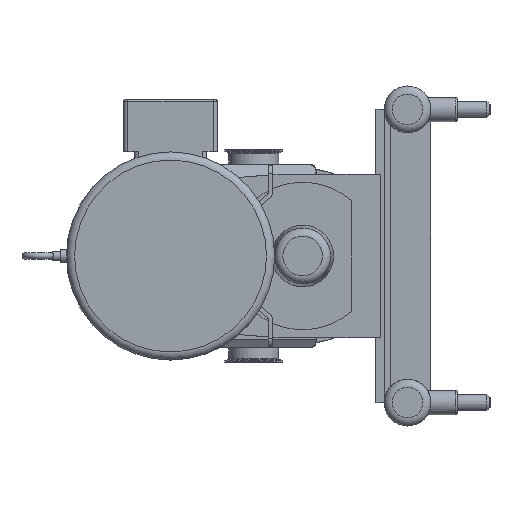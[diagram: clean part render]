
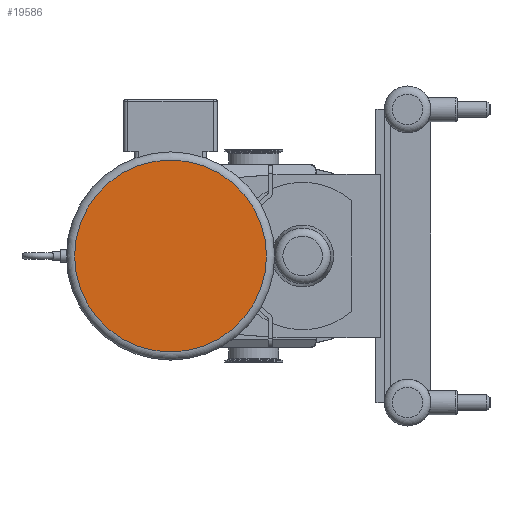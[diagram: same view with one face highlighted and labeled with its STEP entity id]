
A CAD part, left-side view. The second image highlights one B-rep face of the part: STEP entity #19586.
In plain terms, the highlighted planar face has unit normal (-1, 0, 0).
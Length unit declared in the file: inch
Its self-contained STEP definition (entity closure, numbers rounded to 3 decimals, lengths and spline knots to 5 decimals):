
#1359=PLANE('',#21614);
#2840=FACE_OUTER_BOUND('',#4039,.T.);
#4039=EDGE_LOOP('',(#18035,#18036));
#7892=CIRCLE('',#21615,5.89);
#7893=CIRCLE('',#21616,5.89);
#9725=VERTEX_POINT('',#38454);
#9726=VERTEX_POINT('',#38455);
#12537=EDGE_CURVE('',#9725,#9726,#7892,.T.);
#12538=EDGE_CURVE('',#9726,#9725,#7893,.T.);
#18035=ORIENTED_EDGE('',*,*,#12537,.F.);
#18036=ORIENTED_EDGE('',*,*,#12538,.F.);
#19586=ADVANCED_FACE('',(#2840),#1359,.T.);
#21614=AXIS2_PLACEMENT_3D('',#38453,#27013,#27014);
#21615=AXIS2_PLACEMENT_3D('',#38456,#27015,#27016);
#21616=AXIS2_PLACEMENT_3D('',#38457,#27017,#27018);
#27013=DIRECTION('center_axis',(-1.,0.,0.));
#27014=DIRECTION('ref_axis',(0.,1.,0.));
#27015=DIRECTION('center_axis',(1.,0.,0.));
#27016=DIRECTION('ref_axis',(0.,0.,
1.));
#27017=DIRECTION('center_axis',(1.,0.,0.));
#27018=DIRECTION('ref_axis',(0.,0.,
1.));
#38453=CARTESIAN_POINT('Origin',(-55.326,5.11,-6.39));
#38454=CARTESIAN_POINT('',(-55.326,5.11,-5.89));
#38455=CARTESIAN_POINT('',(-55.326,11.,0.));
#38456=CARTESIAN_POINT('Origin',(-55.326,5.11,0.));
#38457=CARTESIAN_POINT('Origin',(-55.326,5.11,0.));
